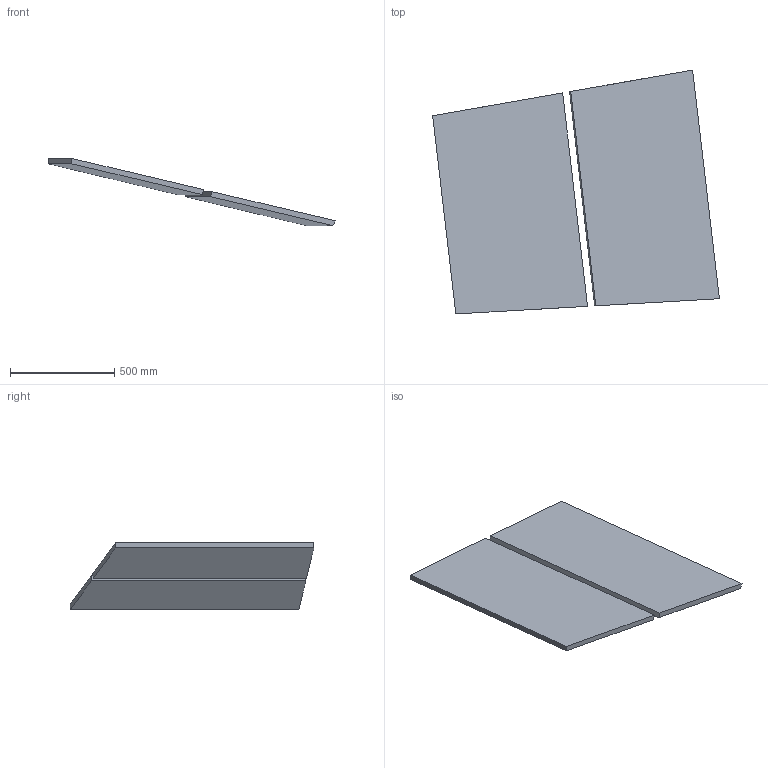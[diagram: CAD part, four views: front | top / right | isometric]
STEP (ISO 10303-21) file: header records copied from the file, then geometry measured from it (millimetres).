
FILE_DESCRIPTION(('FreeCAD Model'),'2;1');
FILE_NAME('detailed_HCLL/step/back_lithium_lead_sample_envelope_2.step', '2018-05-01T08:41:54',('FreeCAD'),('FreeCAD'), 'Open CASCADE STEP processor 7.2','FreeCAD','Unknown');
FILE_SCHEMA(('AUTOMOTIVE_DESIGN_CC2 { 1 2 10303 214 -1 1 5 4 }'));
Length unit declared in the file: millimetre
Products named in the file (3): Open CASCADE STEP translator 7.2 2; Open CASCADE STEP translator 7.2 2.1; Open CASCADE STEP translator 7.2 2.2
Assembly tree (2 placements, depth 2):
  Open CASCADE STEP translator 7.2 2
    Open CASCADE STEP translator 7.2 2.1
    Open CASCADE STEP translator 7.2 2.2
Bounding box: 1372.81 x 1168.12 x 321.74 mm (x, y, z)
Volume: 32142877.1 mm3; surface area: 2738423 mm2
Topology: 2 solids, 2 shells, 12 faces, 24 edges, 16 vertices
Faces by surface type: plane 12
Entity records: 616 total; most frequent: CARTESIAN_POINT 151, DIRECTION 54, ORIENTED_EDGE 48, PCURVE 48, DEFINITIONAL_REPRESENTATION 48, B_SPLINE_CURVE_WITH_KNOTS 48, EDGE_CURVE 24, SURFACE_CURVE 24
